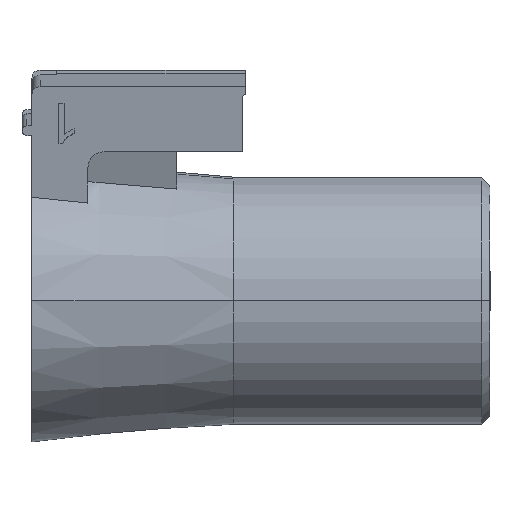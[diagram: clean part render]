
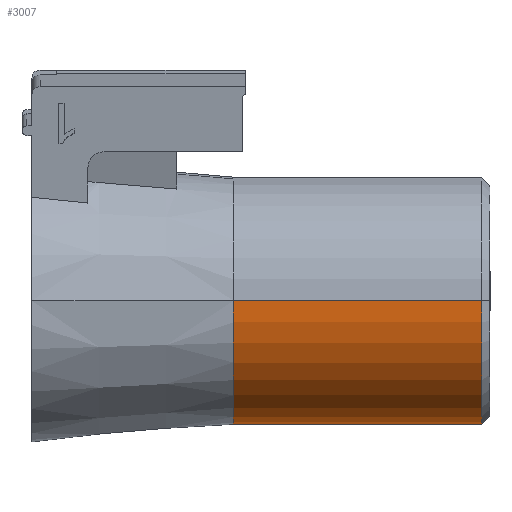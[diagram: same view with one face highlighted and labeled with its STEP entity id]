
A CAD part, front view. The second image highlights one B-rep face of the part: STEP entity #3007.
In plain terms, the highlighted cylindrical face has radius 7.5 mm (diameter 15 mm), a partial arc.
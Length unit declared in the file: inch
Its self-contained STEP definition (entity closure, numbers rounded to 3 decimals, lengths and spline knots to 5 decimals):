
#62 = EDGE_CURVE ( 'NONE', #389, #2206, #2779, .T. ) ;
#159 = ORIENTED_EDGE ( 'NONE', *, *, #62, .T. ) ;
#276 = ORIENTED_EDGE ( 'NONE', *, *, #2539, .T. ) ;
#291 = AXIS2_PLACEMENT_3D ( 'NONE', #3381, #2770, #3621 ) ;
#338 = ORIENTED_EDGE ( 'NONE', *, *, #2571, .F. ) ;
#389 = VERTEX_POINT ( 'NONE', #614 ) ;
#541 = CIRCLE ( 'NONE', #291, 0.29528 ) ;
#614 = CARTESIAN_POINT ( 'NONE',  ( 1.04331, 0.29528, 0. ) ) ;
#632 = DIRECTION ( 'NONE',  ( 0., -1., 0. ) ) ;
#652 = DIRECTION ( 'NONE',  ( -1., 0., 0. ) ) ;
#654 = ORIENTED_EDGE ( 'NONE', *, *, #3555, .T. ) ;
#756 = CARTESIAN_POINT ( 'NONE',  ( 0.45, 0.29528, 0. ) ) ;
#1040 = AXIS2_PLACEMENT_3D ( 'NONE', #3497, #3229, #632 ) ;
#1089 = CARTESIAN_POINT ( 'NONE',  ( 0.7565, -0.29528, 0. ) ) ;
#1100 = EDGE_LOOP ( 'NONE', ( #338, #159, #276, #654 ) ) ;
#1422 = LINE ( 'NONE', #2299, #1872 ) ;
#1561 = FACE_OUTER_BOUND ( 'NONE', #1100, .T. ) ;
#1827 = CARTESIAN_POINT ( 'NONE',  ( 0.7565, 0., 0. ) ) ;
#1872 = VECTOR ( 'NONE', #2316, 39.37008 ) ;
#2206 = VERTEX_POINT ( 'NONE', #3399 ) ;
#2233 = AXIS2_PLACEMENT_3D ( 'NONE', #1827, #652, #2639 ) ;
#2299 = CARTESIAN_POINT ( 'NONE',  ( 0.7565, 0.29528, 0. ) ) ;
#2316 = DIRECTION ( 'NONE',  ( -1., 0., 0. ) ) ;
#2507 = LINE ( 'NONE', #1089, #2605 ) ;
#2539 = EDGE_CURVE ( 'NONE', #2206, #2624, #2507, .T. ) ;
#2571 = EDGE_CURVE ( 'NONE', #389, #3098, #1422, .T. ) ;
#2605 = VECTOR ( 'NONE', #2849, 39.37008 ) ;
#2624 = VERTEX_POINT ( 'NONE', #3188 ) ;
#2639 = DIRECTION ( 'NONE',  ( 0., -1., 0. ) ) ;
#2680 = CYLINDRICAL_SURFACE ( 'NONE', #2233, 0.29528 ) ;
#2770 = DIRECTION ( 'NONE',  ( 1., 0., 0. ) ) ;
#2779 = CIRCLE ( 'NONE', #1040, 0.29528 ) ;
#2849 = DIRECTION ( 'NONE',  ( -1., 0., 0. ) ) ;
#3007 = ADVANCED_FACE ( 'NONE', ( #1561 ), #2680, .T. ) ;
#3098 = VERTEX_POINT ( 'NONE', #756 ) ;
#3188 = CARTESIAN_POINT ( 'NONE',  ( 0.45, -0.29528, 0. ) ) ;
#3229 = DIRECTION ( 'NONE',  ( -1., 0., 0. ) ) ;
#3381 = CARTESIAN_POINT ( 'NONE',  ( 0.45, 0., 0. ) ) ;
#3399 = CARTESIAN_POINT ( 'NONE',  ( 1.04331, -0.29528, 0. ) ) ;
#3497 = CARTESIAN_POINT ( 'NONE',  ( 1.04331, 0., 0. ) ) ;
#3555 = EDGE_CURVE ( 'NONE', #2624, #3098, #541, .T. ) ;
#3621 = DIRECTION ( 'NONE',  ( 0., -1., 0. ) ) ;
